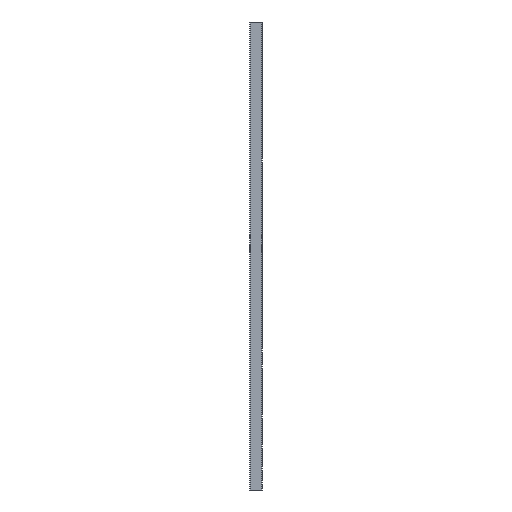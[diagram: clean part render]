
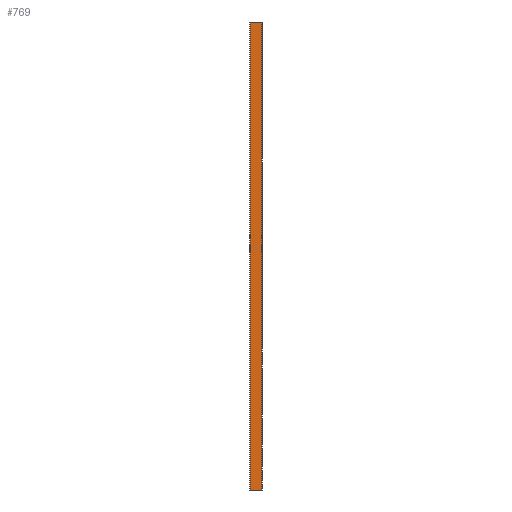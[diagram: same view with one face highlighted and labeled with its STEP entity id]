
A CAD part, left-side view. The second image highlights one B-rep face of the part: STEP entity #769.
In plain terms, the highlighted planar face has unit normal (-1, 0, 0).
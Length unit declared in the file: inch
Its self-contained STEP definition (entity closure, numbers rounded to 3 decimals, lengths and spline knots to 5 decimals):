
#769=ADVANCED_FACE('',(#1719),#1720,.T.);
#1719=FACE_OUTER_BOUND('',#4217,.T.);
#1720=PLANE('',#4218);
#4217=EDGE_LOOP('',(#6551,#6552,#6553,#6554));
#4218=AXIS2_PLACEMENT_3D('',#6555,#6556,#6557);
#6551=ORIENTED_EDGE('',*,*,#7481,.T.);
#6552=ORIENTED_EDGE('',*,*,#7930,.F.);
#6553=ORIENTED_EDGE('',*,*,#7876,.T.);
#6554=ORIENTED_EDGE('',*,*,#7843,.T.);
#6555=CARTESIAN_POINT('',(-0.13625,1.59375,0.0));
#6556=DIRECTION('',(-1.0,0.0,0.0));
#6557=DIRECTION('',(0.0,-1.0,0.0));
#7481=EDGE_CURVE('',#9069,#9067,#9070,.T.);
#7843=EDGE_CURVE('',#9559,#9069,#9560,.T.);
#7876=EDGE_CURVE('',#9594,#9559,#9595,.T.);
#7930=EDGE_CURVE('',#9594,#9067,#9649,.T.);
#9067=VERTEX_POINT('',#12029);
#9069=VERTEX_POINT('',#12034);
#9070=LINE('',#12035,#12036);
#9559=VERTEX_POINT('',#13166);
#9560=LINE('',#13167,#13168);
#9594=VERTEX_POINT('',#13221);
#9595=LINE('',#13222,#13223);
#9649=LINE('',#13300,#13301);
#12029=CARTESIAN_POINT('',(-0.13625,3.05125,120.0));
#12034=CARTESIAN_POINT('',(-0.13625,0.13624,120.0));
#12035=CARTESIAN_POINT('',(-0.13625,3.05125,120.0));
#12036=VECTOR('',#13560,1.0);
#13166=CARTESIAN_POINT('',(-0.13625,0.13624,0.0));
#13167=CARTESIAN_POINT('',(-0.13625,0.13624,0.0));
#13168=VECTOR('',#13653,1.0);
#13221=CARTESIAN_POINT('',(-0.13625,3.05125,0.0));
#13222=CARTESIAN_POINT('',(-0.13625,3.05125,0.0));
#13223=VECTOR('',#13670,1.0);
#13300=CARTESIAN_POINT('',(-0.13625,3.05125,0.0));
#13301=VECTOR('',#13688,1.0);
#13560=DIRECTION('',(0.0,1.0,0.0));
#13653=DIRECTION('',(0.0,0.0,1.0));
#13670=DIRECTION('',(0.0,-1.0,0.0));
#13688=DIRECTION('',(0.0,0.0,1.0));
